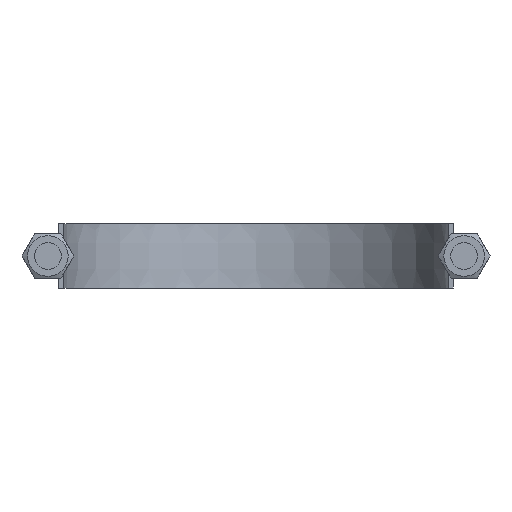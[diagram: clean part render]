
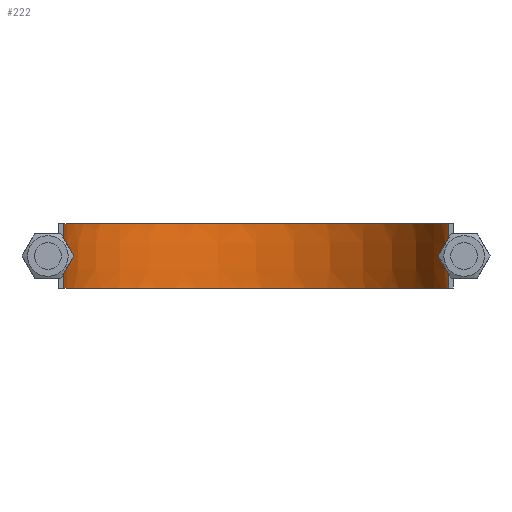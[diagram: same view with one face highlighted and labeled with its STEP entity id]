
A CAD part, front view. The second image highlights one B-rep face of the part: STEP entity #222.
In plain terms, the highlighted face is a extrusion surface.
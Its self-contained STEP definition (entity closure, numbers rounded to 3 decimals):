
#222 = ADVANCED_FACE( '', ( #266 ), #267, .T. );
#266 = FACE_OUTER_BOUND( '', #362, .T. );
#267 = SURFACE_OF_LINEAR_EXTRUSION( '', #363, #364 );
#362 = EDGE_LOOP( '', ( #1372, #1373, #1374, #1375 ) );
#363 = B_SPLINE_CURVE_WITH_KNOTS( '', 3, ( #1376, #1377, #1378, #1379, #1380, #1381, #1382, #1383, #1384, #1385, #1386, #1387, #1388, #1389, #1390, #1391, #1392 ), .UNSPECIFIED., .F., .F., ( 4, 3, 1, 1, 1, 1, 1, 1, 1, 3, 4 ), ( -10., -9., -8., -7., -6., -5., -4., -3., -2., -1., 0. ), .UNSPECIFIED. );
#364 = VECTOR( '', #1393, 1000. );
#1372 = ORIENTED_EDGE( '', *, *, #1613, .F. );
#1373 = ORIENTED_EDGE( '', *, *, #1602, .F. );
#1374 = ORIENTED_EDGE( '', *, *, #1606, .T. );
#1375 = ORIENTED_EDGE( '', *, *, #1610, .T. );
#1376 = CARTESIAN_POINT( '', ( -90.25, 64.5, -300.578 ) );
#1377 = CARTESIAN_POINT( '', ( -90.25, 94.25, -300.578 ) );
#1378 = CARTESIAN_POINT( '', ( -90.25, 124., -300.578 ) );
#1379 = CARTESIAN_POINT( '', ( -90.25, 153.75, -300.578 ) );
#1380 = CARTESIAN_POINT( '', ( -90.25, 165.55, -300.578 ) );
#1381 = CARTESIAN_POINT( '', ( -85.551, 189.192, -300.578 ) );
#1382 = CARTESIAN_POINT( '', ( -65.478, 219.226, -300.578 ) );
#1383 = CARTESIAN_POINT( '', ( -35.436, 239.301, -300.578 ) );
#1384 = CARTESIAN_POINT( '', ( 0., 246.349, -300.578 ) );
#1385 = CARTESIAN_POINT( '', ( 35.436, 239.301, -300.578 ) );
#1386 = CARTESIAN_POINT( '', ( 65.478, 219.226, -300.578 ) );
#1387 = CARTESIAN_POINT( '', ( 85.551, 189.192, -300.578 ) );
#1388 = CARTESIAN_POINT( '', ( 90.25, 165.55, -300.578 ) );
#1389 = CARTESIAN_POINT( '', ( 90.25, 153.75, -300.578 ) );
#1390 = CARTESIAN_POINT( '', ( 90.25, 124., -300.578 ) );
#1391 = CARTESIAN_POINT( '', ( 90.25, 94.25, -300.578 ) );
#1392 = CARTESIAN_POINT( '', ( 90.25, 64.5, -300.578 ) );
#1393 = DIRECTION( '', ( 0., 0., 1. ) );
#1602 = EDGE_CURVE( '', #1669, #1670, #1671, .T. );
#1606 = EDGE_CURVE( '', #1669, #1677, #1678, .T. );
#1610 = EDGE_CURVE( '', #1677, #1684, #1685, .T. );
#1613 = EDGE_CURVE( '', #1670, #1684, #1689, .T. );
#1669 = VERTEX_POINT( '', #1795 );
#1670 = VERTEX_POINT( '', #1796 );
#1671 = LINE( '', #1797, #1798 );
#1677 = VERTEX_POINT( '', #1836 );
#1678 = B_SPLINE_CURVE_WITH_KNOTS( '', 3, ( #1837, #1838, #1839, #1840, #1841, #1842, #1843, #1844, #1845, #1846, #1847, #1848, #1849, #1850, #1851, #1852, #1853 ), .UNSPECIFIED., .F., .F., ( 4, 3, 1, 1, 1, 1, 1, 1, 1, 3, 4 ), ( -10., -9., -8., -7., -6., -5., -4., -3., -2., -1., 0. ), .UNSPECIFIED. );
#1684 = VERTEX_POINT( '', #1886 );
#1685 = LINE( '', #1887, #1888 );
#1689 = B_SPLINE_CURVE_WITH_KNOTS( '', 3, ( #1923, #1924, #1925, #1926, #1927, #1928, #1929, #1930, #1931, #1932, #1933, #1934, #1935, #1936, #1937, #1938, #1939 ), .UNSPECIFIED., .F., .F., ( 4, 3, 1, 1, 1, 1, 1, 1, 1, 3, 4 ), ( -10., -9., -8., -7., -6., -5., -4., -3., -2., -1., 0. ), .UNSPECIFIED. );
#1795 = CARTESIAN_POINT( '', ( -90.25, 64.5, -15. ) );
#1796 = CARTESIAN_POINT( '', ( -90.25, 64.5, 15. ) );
#1797 = CARTESIAN_POINT( '', ( -90.25, 64.5, -300.578 ) );
#1798 = VECTOR( '', #2225, 1000. );
#1836 = CARTESIAN_POINT( '', ( 90.25, 64.5, -15. ) );
#1837 = CARTESIAN_POINT( '', ( -90.25, 64.5, -15. ) );
#1838 = CARTESIAN_POINT( '', ( -90.25, 94.25, -15. ) );
#1839 = CARTESIAN_POINT( '', ( -90.25, 124., -15. ) );
#1840 = CARTESIAN_POINT( '', ( -90.25, 153.75, -15. ) );
#1841 = CARTESIAN_POINT( '', ( -90.25, 165.55, -15. ) );
#1842 = CARTESIAN_POINT( '', ( -85.551, 189.192, -15. ) );
#1843 = CARTESIAN_POINT( '', ( -65.478, 219.226, -15. ) );
#1844 = CARTESIAN_POINT( '', ( -35.436, 239.301, -15. ) );
#1845 = CARTESIAN_POINT( '', ( 0., 246.349, -15. ) );
#1846 = CARTESIAN_POINT( '', ( 35.436, 239.301, -15. ) );
#1847 = CARTESIAN_POINT( '', ( 65.478, 219.226, -15. ) );
#1848 = CARTESIAN_POINT( '', ( 85.551, 189.192, -15. ) );
#1849 = CARTESIAN_POINT( '', ( 90.25, 165.55, -15. ) );
#1850 = CARTESIAN_POINT( '', ( 90.25, 153.75, -15. ) );
#1851 = CARTESIAN_POINT( '', ( 90.25, 124., -15. ) );
#1852 = CARTESIAN_POINT( '', ( 90.25, 94.25, -15. ) );
#1853 = CARTESIAN_POINT( '', ( 90.25, 64.5, -15. ) );
#1886 = CARTESIAN_POINT( '', ( 90.25, 64.5, 15. ) );
#1887 = CARTESIAN_POINT( '', ( 90.25, 64.5, -300.578 ) );
#1888 = VECTOR( '', #2229, 1000. );
#1923 = CARTESIAN_POINT( '', ( -90.25, 64.5, 15. ) );
#1924 = CARTESIAN_POINT( '', ( -90.25, 94.25, 15. ) );
#1925 = CARTESIAN_POINT( '', ( -90.25, 124., 15. ) );
#1926 = CARTESIAN_POINT( '', ( -90.25, 153.75, 15. ) );
#1927 = CARTESIAN_POINT( '', ( -90.25, 165.55, 15. ) );
#1928 = CARTESIAN_POINT( '', ( -85.551, 189.192, 15. ) );
#1929 = CARTESIAN_POINT( '', ( -65.478, 219.226, 15. ) );
#1930 = CARTESIAN_POINT( '', ( -35.436, 239.301, 15. ) );
#1931 = CARTESIAN_POINT( '', ( 0., 246.349, 15. ) );
#1932 = CARTESIAN_POINT( '', ( 35.436, 239.301, 15. ) );
#1933 = CARTESIAN_POINT( '', ( 65.478, 219.226, 15. ) );
#1934 = CARTESIAN_POINT( '', ( 85.551, 189.192, 15. ) );
#1935 = CARTESIAN_POINT( '', ( 90.25, 165.55, 15. ) );
#1936 = CARTESIAN_POINT( '', ( 90.25, 153.75, 15. ) );
#1937 = CARTESIAN_POINT( '', ( 90.25, 124., 15. ) );
#1938 = CARTESIAN_POINT( '', ( 90.25, 94.25, 15. ) );
#1939 = CARTESIAN_POINT( '', ( 90.25, 64.5, 15. ) );
#2225 = DIRECTION( '', ( 0., 0., 1. ) );
#2229 = DIRECTION( '', ( 0., 0., 1. ) );
